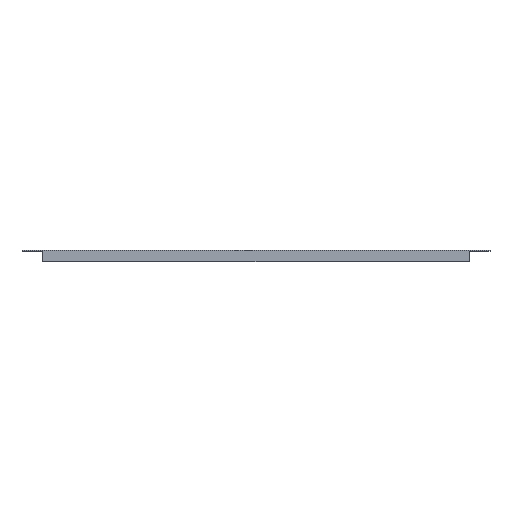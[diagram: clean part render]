
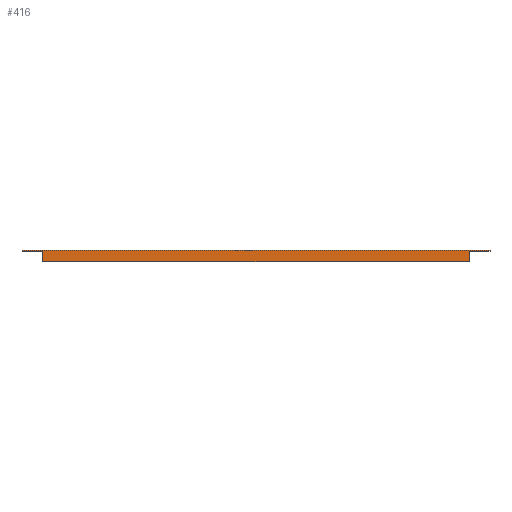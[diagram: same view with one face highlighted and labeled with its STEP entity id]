
A CAD part, front view. The second image highlights one B-rep face of the part: STEP entity #416.
In plain terms, the highlighted planar face has unit normal (0, -1, 0).
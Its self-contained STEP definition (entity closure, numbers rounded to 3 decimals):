
#10 = ORIENTED_EDGE ( 'NONE', *, *, #940, .T. ) ;
#30 = VECTOR ( 'NONE', #982, 1000. ) ;
#33 = CARTESIAN_POINT ( 'NONE',  ( 294., -148.5, -1.5 ) ) ;
#41 = LINE ( 'NONE', #961, #30 ) ;
#88 = ORIENTED_EDGE ( 'NONE', *, *, #358, .T. ) ;
#90 = VECTOR ( 'NONE', #140, 1000. ) ;
#96 = LINE ( 'NONE', #135, #90 ) ;
#107 = ORIENTED_EDGE ( 'NONE', *, *, #524, .F. ) ;
#122 = VERTEX_POINT ( 'NONE', #33 ) ;
#135 = CARTESIAN_POINT ( 'NONE',  ( 294., -148.5, -1.5 ) ) ;
#140 = DIRECTION ( 'NONE',  ( 1., 0., 0. ) ) ;
#165 = ORIENTED_EDGE ( 'NONE', *, *, #700, .T. ) ;
#171 = VECTOR ( 'NONE', #914, 1000. ) ;
#182 = DIRECTION ( 'NONE',  ( 0., 0., -1. ) ) ;
#187 = VERTEX_POINT ( 'NONE', #690 ) ;
#194 = CARTESIAN_POINT ( 'NONE',  ( 294., -148.5, 0. ) ) ;
#229 = VECTOR ( 'NONE', #182, 1000. ) ;
#232 = LINE ( 'NONE', #194, #229 ) ;
#297 = EDGE_CURVE ( 'NONE', #187, #802, #363, .T. ) ;
#320 = FACE_OUTER_BOUND ( 'NONE', #971, .T. ) ;
#334 = VECTOR ( 'NONE', #482, 1000. ) ;
#339 = EDGE_CURVE ( 'NONE', #187, #744, #354, .T. ) ;
#344 = LINE ( 'NONE', #483, #334 ) ;
#345 = VECTOR ( 'NONE', #545, 1000. ) ;
#347 = DIRECTION ( 'NONE',  ( 0., 0., 1. ) ) ;
#349 = PLANE ( 'NONE',  #447 ) ;
#354 = LINE ( 'NONE', #504, #345 ) ;
#358 = EDGE_CURVE ( 'NONE', #728, #725, #344, .T. ) ;
#360 = DIRECTION ( 'NONE',  ( 0., 1., 0. ) ) ;
#361 = VECTOR ( 'NONE', #584, 1000. ) ;
#363 = LINE ( 'NONE', #619, #361 ) ;
#416 = ADVANCED_FACE ( 'NONE', ( #320 ), #349, .F. ) ;
#432 = CARTESIAN_POINT ( 'NONE',  ( 294., -148.5, 0. ) ) ;
#447 = AXIS2_PLACEMENT_3D ( 'NONE', #432, #360, #347 ) ;
#482 = DIRECTION ( 'NONE',  ( -1., 0., 0. ) ) ;
#483 = CARTESIAN_POINT ( 'NONE',  ( 294., -148.5, 0. ) ) ;
#496 = LINE ( 'NONE', #927, #171 ) ;
#504 = CARTESIAN_POINT ( 'NONE',  ( 268., -148.5, -15. ) ) ;
#524 = EDGE_CURVE ( 'NONE', #728, #122, #232, .T. ) ;
#542 = VECTOR ( 'NONE', #815, 1000. ) ;
#545 = DIRECTION ( 'NONE',  ( 0., 0., 1. ) ) ;
#584 = DIRECTION ( 'NONE',  ( -1., 0., 0. ) ) ;
#619 = CARTESIAN_POINT ( 'NONE',  ( 294., -148.5, -15. ) ) ;
#629 = LINE ( 'NONE', #832, #542 ) ;
#644 = ORIENTED_EDGE ( 'NONE', *, *, #297, .F. ) ;
#690 = CARTESIAN_POINT ( 'NONE',  ( 268., -148.5, -15. ) ) ;
#697 = ORIENTED_EDGE ( 'NONE', *, *, #872, .T. ) ;
#699 = ORIENTED_EDGE ( 'NONE', *, *, #881, .T. ) ;
#700 = EDGE_CURVE ( 'NONE', #744, #122, #96, .T. ) ;
#725 = VERTEX_POINT ( 'NONE', #1033 ) ;
#728 = VERTEX_POINT ( 'NONE', #1025 ) ;
#744 = VERTEX_POINT ( 'NONE', #1027 ) ;
#786 = VERTEX_POINT ( 'NONE', #1023 ) ;
#789 = CARTESIAN_POINT ( 'NONE',  ( -294., -148.5, -1.5 ) ) ;
#802 = VERTEX_POINT ( 'NONE', #1021 ) ;
#815 = DIRECTION ( 'NONE',  ( 1., 0., 0. ) ) ;
#832 = CARTESIAN_POINT ( 'NONE',  ( -294., -148.5, -1.5 ) ) ;
#872 = EDGE_CURVE ( 'NONE', #786, #802, #41, .T. ) ;
#881 = EDGE_CURVE ( 'NONE', #725, #952, #496, .T. ) ;
#914 = DIRECTION ( 'NONE',  ( 0., 0., -1. ) ) ;
#916 = ORIENTED_EDGE ( 'NONE', *, *, #339, .T. ) ;
#927 = CARTESIAN_POINT ( 'NONE',  ( -294., -148.5, 0. ) ) ;
#940 = EDGE_CURVE ( 'NONE', #952, #786, #629, .T. ) ;
#952 = VERTEX_POINT ( 'NONE', #789 ) ;
#961 = CARTESIAN_POINT ( 'NONE',  ( -268., -148.5, -15. ) ) ;
#971 = EDGE_LOOP ( 'NONE', ( #916, #165, #107, #88, #699, #10, #697, #644 ) ) ;
#982 = DIRECTION ( 'NONE',  ( 0., 0., -1. ) ) ;
#1021 = CARTESIAN_POINT ( 'NONE',  ( -268., -148.5, -15. ) ) ;
#1023 = CARTESIAN_POINT ( 'NONE',  ( -268., -148.5, -1.5 ) ) ;
#1025 = CARTESIAN_POINT ( 'NONE',  ( 294., -148.5, 0. ) ) ;
#1027 = CARTESIAN_POINT ( 'NONE',  ( 268., -148.5, -1.5 ) ) ;
#1033 = CARTESIAN_POINT ( 'NONE',  ( -294., -148.5, 0. ) ) ;
